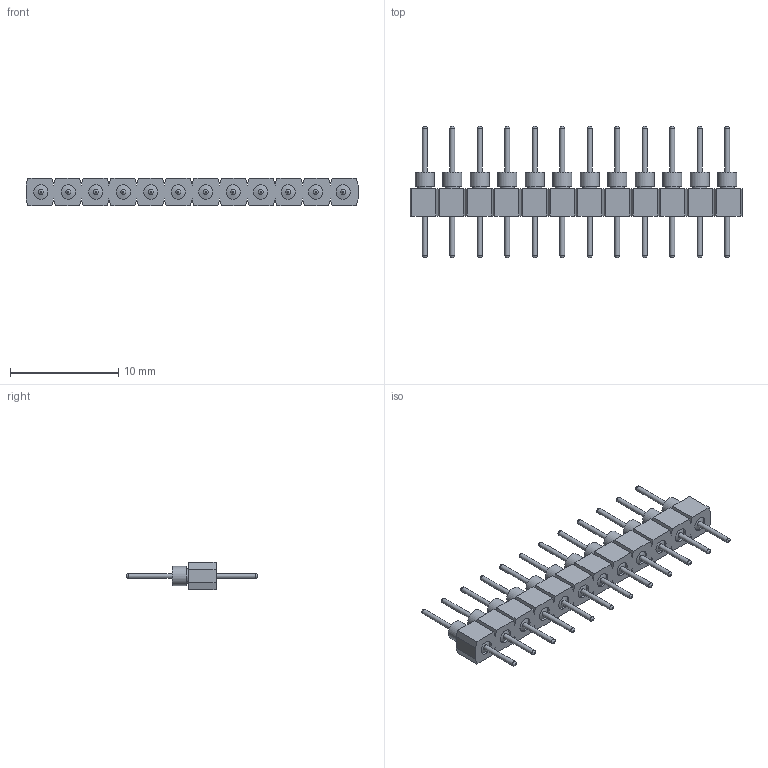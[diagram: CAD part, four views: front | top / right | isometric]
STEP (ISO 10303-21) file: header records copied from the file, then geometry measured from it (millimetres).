
FILE_DESCRIPTION( ( 'STEP AP214' ), '1' );
FILE_NAME( 'TS-112-T-AA.stp', '2020-03-05T18:21:12', ( '' ), ( '' ), ' ', 'PARTsolutions', ' ' );
FILE_SCHEMA( ( 'AUTOMOTIVE_DESIGN { 1 0 10303 214 1 1 1 1 }' ) );
Length unit declared in the file: inch
Products named in the file (3): TS-112-T-AA; _TS-112-G-AA_socket; _-101-G-AA_pins
Assembly tree (13 placements, depth 2):
  TS-112-T-AA
    _TS-112-G-AA_socket
    _-101-G-AA_pins  x12
Bounding box: 30.68 x 12.12 x 2.54 mm (x, y, z)
Volume: 238.3 mm3; surface area: 900.2 mm2
Topology: 13 solids, 13 shells, 280 faces, 594 edges, 388 vertices
Faces by surface type: plane 148, cylinder 84, bspline 24, cone 24
Full cylindrical faces by diameter (mm): 0.457 x24, 1.321 x36, 1.778 x24
Entity records: 4820 total; most frequent: CARTESIAN_POINT 686, DIRECTION 620, ORIENTED_EDGE 566, EDGE_CURVE 283, LINE 222, VECTOR 222, VERTEX_POINT 209, AXIS2_PLACEMENT_3D 199
